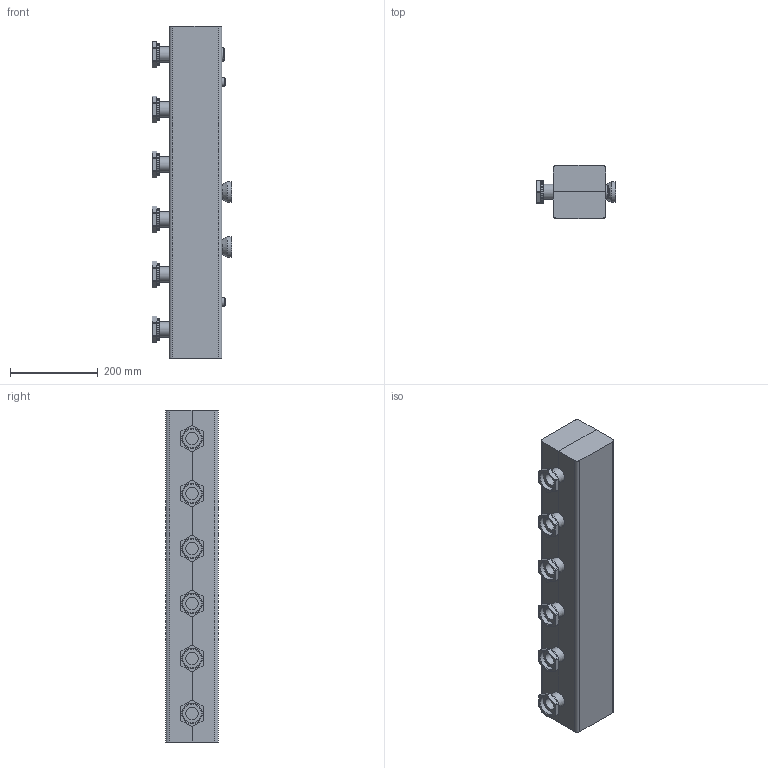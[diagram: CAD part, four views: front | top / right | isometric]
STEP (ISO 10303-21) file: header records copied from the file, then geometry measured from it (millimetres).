
FILE_DESCRIPTION(/* description */ (''),/* implementation_level */ '2;1');
FILE_NAME(/* name */ 'C70 3F DN25.stp',/* time_stamp */ '2015-09-28T21:01:46+02:00',/* author */ ('ARTUR'),/* organization */ (''),/* preprocessor_version */ 'ST-DEVELOPER v15.6',/* originating_system */ 'Autodesk Inventor 2015',/* authorisation */ '');
FILE_SCHEMA (('CONFIG_CONTROL_DESIGN'));
Length unit declared in the file: millimetre
Products named in the file (5): C703F-01.00; C703F-02.00; nakrętka GW 1 1_2; C703F-02.00_MIR; C70 3F DN25
Bounding box: 180 x 120 x 755 mm (x, y, z)
Volume: 10826261.7 mm3; surface area: 1008505.1 mm2
Topology: 9 solids, 9 shells, 316 faces, 720 edges, 458 vertices
Faces by surface type: plane 170, cylinder 112, torus 20, cone 14
Full cylindrical faces by diameter (mm): 8 x2, 20 x2, 25 x2, 28 x8, 30 x2, 33 x2, 35 x6, 36 x6, 45 x6, 47 x2, 51 x6
Entity records: 5005 total; most frequent: DIRECTION 908, CARTESIAN_POINT 813, ORIENTED_EDGE 712, AXIS2_PLACEMENT_3D 357, EDGE_CURVE 356, EDGE_LOOP 262, VERTEX_POINT 262, LINE 194
